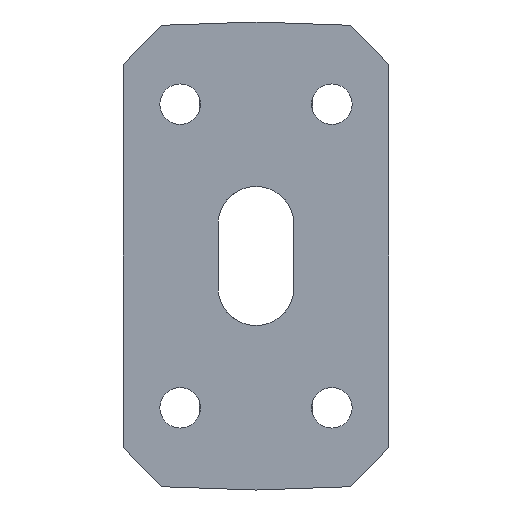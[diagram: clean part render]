
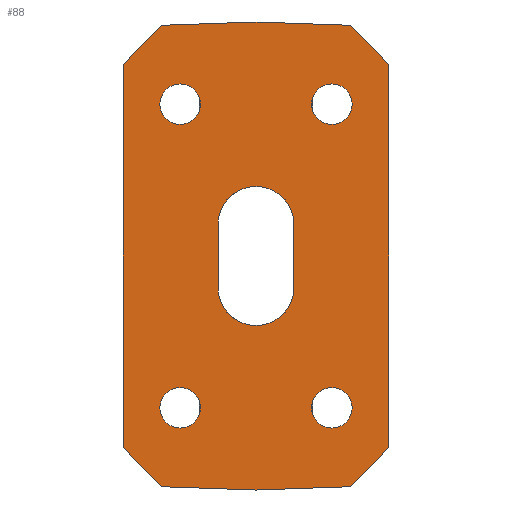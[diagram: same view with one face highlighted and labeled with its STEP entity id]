
A CAD part, left-side view. The second image highlights one B-rep face of the part: STEP entity #88.
In plain terms, the highlighted planar face has unit normal (-1, 0, 0).
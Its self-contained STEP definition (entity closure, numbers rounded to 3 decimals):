
#24 = VERTEX_POINT('',#25);
#25 = CARTESIAN_POINT('',(-1.,10.5,-15.133));
#40 = VERTEX_POINT('',#41);
#41 = CARTESIAN_POINT('',(-1.,7.502,-18.238));
#47 = EDGE_CURVE('',#24,#40,#48,.T.);
#48 = LINE('',#49,#50);
#49 = CARTESIAN_POINT('',(-1.,10.5,-15.133));
#50 = VECTOR('',#51,1.);
#51 = DIRECTION('',(0.,-0.695,-0.719)
  );
#71 = VERTEX_POINT('',#72);
#72 = CARTESIAN_POINT('',(-1.,0.,-18.5));
#78 = EDGE_CURVE('',#40,#71,#79,.T.);
#79 = LINE('',#80,#81);
#80 = CARTESIAN_POINT('',(-1.,7.502,-18.238));
#81 = VECTOR('',#82,1.);
#82 = DIRECTION('',(0.,-0.999,
    -0.035));
#88 = ADVANCED_FACE('',(#89,#155,#166,#177,#229,#240),#251,.T.);
#89 = FACE_BOUND('',#90,.T.);
#90 = EDGE_LOOP('',(#91,#92,#93,#101,#109,#117,#125,#133,#141,#149));
#91 = ORIENTED_EDGE('',*,*,#47,.T.);
#92 = ORIENTED_EDGE('',*,*,#78,.T.);
#93 = ORIENTED_EDGE('',*,*,#94,.T.);
#94 = EDGE_CURVE('',#71,#95,#97,.T.);
#95 = VERTEX_POINT('',#96);
#96 = CARTESIAN_POINT('',(-1.,-7.502,-18.238));
#97 = LINE('',#98,#99);
#98 = CARTESIAN_POINT('',(-1.,0.,-18.5));
#99 = VECTOR('',#100,1.);
#100 = DIRECTION('',(0.,-0.999,
    0.035));
#101 = ORIENTED_EDGE('',*,*,#102,.T.);
#102 = EDGE_CURVE('',#95,#103,#105,.T.);
#103 = VERTEX_POINT('',#104);
#104 = CARTESIAN_POINT('',(-1.,-10.5,-15.133));
#105 = LINE('',#106,#107);
#106 = CARTESIAN_POINT('',(-1.,-7.502,-18.238));
#107 = VECTOR('',#108,1.);
#108 = DIRECTION('',(0.,-0.695,0.719)
  );
#109 = ORIENTED_EDGE('',*,*,#110,.T.);
#110 = EDGE_CURVE('',#103,#111,#113,.T.);
#111 = VERTEX_POINT('',#112);
#112 = CARTESIAN_POINT('',(-1.,-10.5,15.133));
#113 = LINE('',#114,#115);
#114 = CARTESIAN_POINT('',(-1.,-10.5,-15.133));
#115 = VECTOR('',#116,1.);
#116 = DIRECTION('',(0.,0.,1.));
#117 = ORIENTED_EDGE('',*,*,#118,.T.);
#118 = EDGE_CURVE('',#111,#119,#121,.T.);
#119 = VERTEX_POINT('',#120);
#120 = CARTESIAN_POINT('',(-1.,-7.502,18.238));
#121 = LINE('',#122,#123);
#122 = CARTESIAN_POINT('',(-1.,-10.5,15.133));
#123 = VECTOR('',#124,1.);
#124 = DIRECTION('',(0.,0.695,0.719)
  );
#125 = ORIENTED_EDGE('',*,*,#126,.T.);
#126 = EDGE_CURVE('',#119,#127,#129,.T.);
#127 = VERTEX_POINT('',#128);
#128 = CARTESIAN_POINT('',(-1.,0.,18.5));
#129 = LINE('',#130,#131);
#130 = CARTESIAN_POINT('',(-1.,-7.502,18.238));
#131 = VECTOR('',#132,1.);
#132 = DIRECTION('',(0.,0.999,
    0.035));
#133 = ORIENTED_EDGE('',*,*,#134,.T.);
#134 = EDGE_CURVE('',#127,#135,#137,.T.);
#135 = VERTEX_POINT('',#136);
#136 = CARTESIAN_POINT('',(-1.,7.502,18.238));
#137 = LINE('',#138,#139);
#138 = CARTESIAN_POINT('',(-1.,0.,18.5));
#139 = VECTOR('',#140,1.);
#140 = DIRECTION('',(0.,0.999,
    -0.035));
#141 = ORIENTED_EDGE('',*,*,#142,.T.);
#142 = EDGE_CURVE('',#135,#143,#145,.T.);
#143 = VERTEX_POINT('',#144);
#144 = CARTESIAN_POINT('',(-1.,10.5,15.133));
#145 = LINE('',#146,#147);
#146 = CARTESIAN_POINT('',(-1.,7.502,18.238));
#147 = VECTOR('',#148,1.);
#148 = DIRECTION('',(0.,0.695,-0.719)
  );
#149 = ORIENTED_EDGE('',*,*,#150,.T.);
#150 = EDGE_CURVE('',#143,#24,#151,.T.);
#151 = LINE('',#152,#153);
#152 = CARTESIAN_POINT('',(-1.,10.5,15.133));
#153 = VECTOR('',#154,1.);
#154 = DIRECTION('',(0.,0.,-1.));
#155 = FACE_BOUND('',#156,.T.);
#156 = EDGE_LOOP('',(#157));
#157 = ORIENTED_EDGE('',*,*,#158,.F.);
#158 = EDGE_CURVE('',#159,#159,#161,.T.);
#159 = VERTEX_POINT('',#160);
#160 = CARTESIAN_POINT('',(-1.,6.,13.6));
#161 = CIRCLE('',#162,1.6);
#162 = AXIS2_PLACEMENT_3D('',#163,#164,#165);
#163 = CARTESIAN_POINT('',(-1.,6.,12.));
#164 = DIRECTION('',(-1.,0.,0.));
#165 = DIRECTION('',(0.,0.,1.));
#166 = FACE_BOUND('',#167,.T.);
#167 = EDGE_LOOP('',(#168));
#168 = ORIENTED_EDGE('',*,*,#169,.F.);
#169 = EDGE_CURVE('',#170,#170,#172,.T.);
#170 = VERTEX_POINT('',#171);
#171 = CARTESIAN_POINT('',(-1.,6.,-10.4));
#172 = CIRCLE('',#173,1.6);
#173 = AXIS2_PLACEMENT_3D('',#174,#175,#176);
#174 = CARTESIAN_POINT('',(-1.,6.,-12.));
#175 = DIRECTION('',(-1.,0.,0.));
#176 = DIRECTION('',(0.,0.,1.));
#177 = FACE_BOUND('',#178,.T.);
#178 = EDGE_LOOP('',(#179,#189,#198,#206,#215,#223));
#179 = ORIENTED_EDGE('',*,*,#180,.F.);
#180 = EDGE_CURVE('',#181,#183,#185,.T.);
#181 = VERTEX_POINT('',#182);
#182 = CARTESIAN_POINT('',(-1.,-2.994,-2.503));
#183 = VERTEX_POINT('',#184);
#184 = CARTESIAN_POINT('',(-1.,-3.,-2.503));
#185 = LINE('',#186,#187);
#186 = CARTESIAN_POINT('',(-1.,-1.5,-2.503));
#187 = VECTOR('',#188,1.);
#188 = DIRECTION('',(0.,-1.,-0.));
#189 = ORIENTED_EDGE('',*,*,#190,.T.);
#190 = EDGE_CURVE('',#181,#191,#193,.T.);
#191 = VERTEX_POINT('',#192);
#192 = CARTESIAN_POINT('',(-1.,3.,-2.503));
#193 = CIRCLE('',#194,2.997);
#194 = AXIS2_PLACEMENT_3D('',#195,#196,#197);
#195 = CARTESIAN_POINT('',(-1.,0.003,-2.503));
#196 = DIRECTION('',(1.,0.,0.));
#197 = DIRECTION('',(0.,-1.,-0.));
#198 = ORIENTED_EDGE('',*,*,#199,.F.);
#199 = EDGE_CURVE('',#200,#191,#202,.T.);
#200 = VERTEX_POINT('',#201);
#201 = CARTESIAN_POINT('',(-1.,3.,2.503));
#202 = LINE('',#203,#204);
#203 = CARTESIAN_POINT('',(-1.,3.,-1.252));
#204 = VECTOR('',#205,1.);
#205 = DIRECTION('',(0.,0.,-1.));
#206 = ORIENTED_EDGE('',*,*,#207,.T.);
#207 = EDGE_CURVE('',#200,#208,#210,.T.);
#208 = VERTEX_POINT('',#209);
#209 = CARTESIAN_POINT('',(-1.,-2.994,2.503));
#210 = CIRCLE('',#211,2.997);
#211 = AXIS2_PLACEMENT_3D('',#212,#213,#214);
#212 = CARTESIAN_POINT('',(-1.,0.003,2.503));
#213 = DIRECTION('',(1.,0.,0.));
#214 = DIRECTION('',(0.,-1.,-0.));
#215 = ORIENTED_EDGE('',*,*,#216,.F.);
#216 = EDGE_CURVE('',#217,#208,#219,.T.);
#217 = VERTEX_POINT('',#218);
#218 = CARTESIAN_POINT('',(-1.,-3.,2.503));
#219 = LINE('',#220,#221);
#220 = CARTESIAN_POINT('',(-1.,-1.497,2.503));
#221 = VECTOR('',#222,1.);
#222 = DIRECTION('',(0.,1.,0.));
#223 = ORIENTED_EDGE('',*,*,#224,.F.);
#224 = EDGE_CURVE('',#183,#217,#225,.T.);
#225 = LINE('',#226,#227);
#226 = CARTESIAN_POINT('',(-1.,-3.,1.252));
#227 = VECTOR('',#228,1.);
#228 = DIRECTION('',(0.,0.,1.));
#229 = FACE_BOUND('',#230,.T.);
#230 = EDGE_LOOP('',(#231));
#231 = ORIENTED_EDGE('',*,*,#232,.F.);
#232 = EDGE_CURVE('',#233,#233,#235,.T.);
#233 = VERTEX_POINT('',#234);
#234 = CARTESIAN_POINT('',(-1.,-6.,13.6));
#235 = CIRCLE('',#236,1.6);
#236 = AXIS2_PLACEMENT_3D('',#237,#238,#239);
#237 = CARTESIAN_POINT('',(-1.,-6.,12.));
#238 = DIRECTION('',(-1.,0.,0.));
#239 = DIRECTION('',(0.,0.,1.));
#240 = FACE_BOUND('',#241,.T.);
#241 = EDGE_LOOP('',(#242));
#242 = ORIENTED_EDGE('',*,*,#243,.F.);
#243 = EDGE_CURVE('',#244,#244,#246,.T.);
#244 = VERTEX_POINT('',#245);
#245 = CARTESIAN_POINT('',(-1.,-6.,-10.4));
#246 = CIRCLE('',#247,1.6);
#247 = AXIS2_PLACEMENT_3D('',#248,#249,#250);
#248 = CARTESIAN_POINT('',(-1.,-6.,-12.));
#249 = DIRECTION('',(-1.,0.,0.));
#250 = DIRECTION('',(0.,0.,1.));
#251 = PLANE('',#252);
#252 = AXIS2_PLACEMENT_3D('',#253,#254,#255);
#253 = CARTESIAN_POINT('',(-1.,0.,0.));
#254 = DIRECTION('',(-1.,0.,0.));
#255 = DIRECTION('',(0.,0.,-1.));
